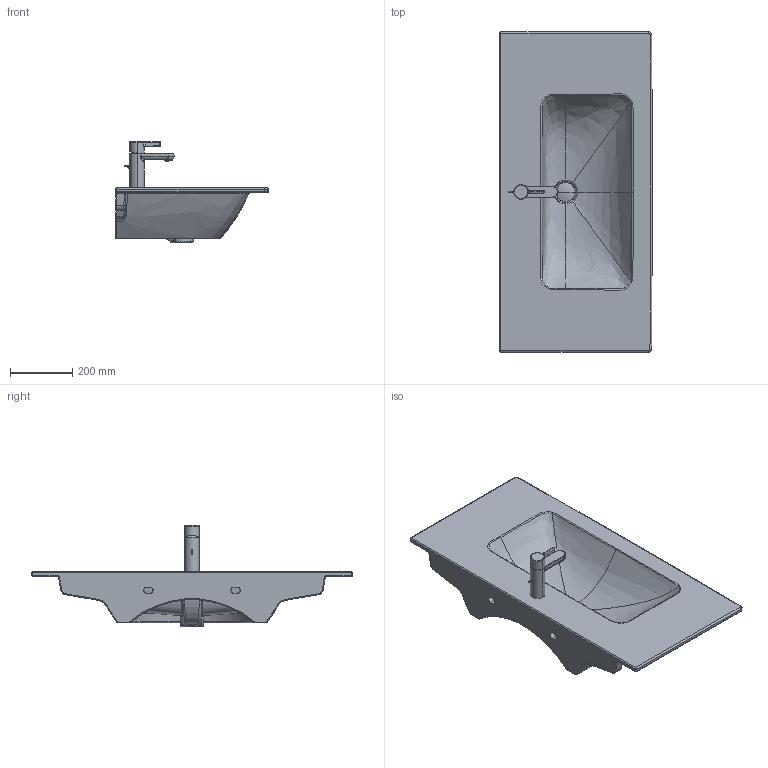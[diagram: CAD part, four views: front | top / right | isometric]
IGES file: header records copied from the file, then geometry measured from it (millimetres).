
Global section: file name: No Iges File Name specified; native system: Autodesk Inventor 2011; preprocessor: AutoDesk Inventor Iges Exporter R2011; author: Administrator; date: 20150909.215345; units: millimetre
Bounding box: 490.18 x 1030.23 x 325.68 mm (x, y, z)
Volume: 19240808.8 mm3; surface area: 1552829.2 mm2
Topology: 7 solids, 7 shells, 369 faces, 925 edges, 571 vertices
Faces by surface type: bspline 123, plane 89, cylinder 59, revolution 56, torus 23, cone 15, sphere 4
